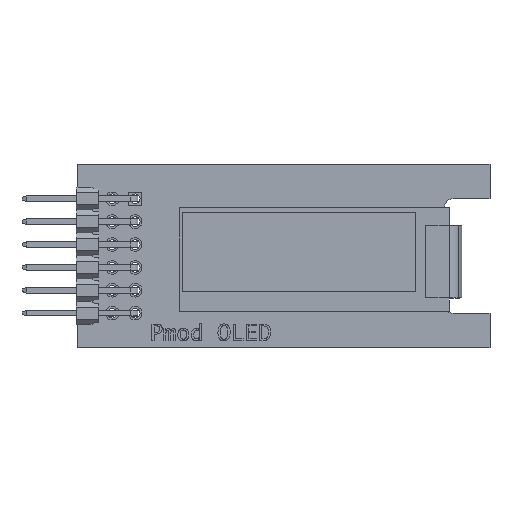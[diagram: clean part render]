
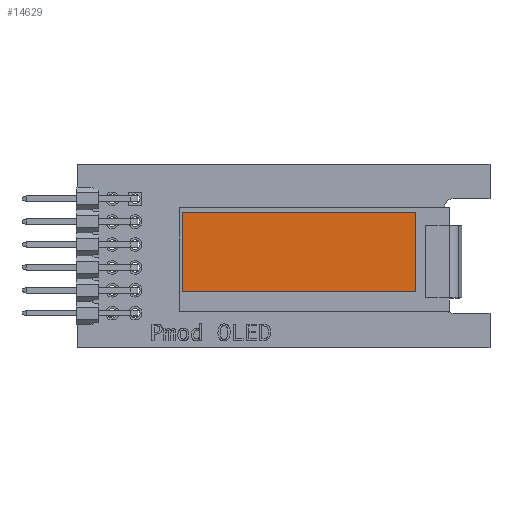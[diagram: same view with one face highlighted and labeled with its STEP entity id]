
A CAD part, top view. The second image highlights one B-rep face of the part: STEP entity #14629.
In plain terms, the highlighted planar face has unit normal (0, 0, 1).
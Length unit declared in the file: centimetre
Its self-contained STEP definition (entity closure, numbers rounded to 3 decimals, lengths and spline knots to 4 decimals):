
#1581=AXIS2_PLACEMENT_3D('',#18914,#6381,$);
#1989=PLANE('',#1581);
#3196=VECTOR('',#6366,1.);
#3200=VECTOR('',#6371,1.);
#3203=VECTOR('',#6375,1.);
#3206=VECTOR('',#6379,1.);
#4415=LINE('',#18891,#3196);
#4419=LINE('',#18900,#3200);
#4422=LINE('',#18906,#3203);
#4425=LINE('',#18912,#3206);
#6366=DIRECTION('',(1.,0.,0.));
#6371=DIRECTION('',(0.,-1.,0.));
#6375=DIRECTION('',(-1.,0.,0.));
#6379=DIRECTION('',(0.,1.,0.));
#6381=DIRECTION('',(0.,0.,1.));
#7431=VERTEX_POINT('',#18892);
#7432=VERTEX_POINT('',#18893);
#7435=VERTEX_POINT('',#18901);
#7437=VERTEX_POINT('',#18907);
#9211=EDGE_CURVE('',#7431,#7432,#4415,.T.);
#9215=EDGE_CURVE('',#7432,#7435,#4419,.T.);
#9218=EDGE_CURVE('',#7435,#7437,#4422,.T.);
#9221=EDGE_CURVE('',#7437,#7431,#4425,.T.);
#12384=ORIENTED_EDGE('',*,*,#9211,.F.);
#12385=ORIENTED_EDGE('',*,*,#9221,.F.);
#12386=ORIENTED_EDGE('',*,*,#9218,.F.);
#12387=ORIENTED_EDGE('',*,*,#9215,.F.);
#13190=EDGE_LOOP('',(#12384,#12385,#12386,#12387));
#13969=FACE_BOUND('',#13190,.T.);
#14629=ADVANCED_FACE('',(#13969),#1989,.T.);
#18891=CARTESIAN_POINT('',(1.125,0.525,0.16));
#18892=CARTESIAN_POINT('',(-1.465,0.525,0.16));
#18893=CARTESIAN_POINT('',(1.125,0.525,0.16));
#18900=CARTESIAN_POINT('',(1.125,-0.355,0.16));
#18901=CARTESIAN_POINT('',(1.125,-0.355,0.16));
#18906=CARTESIAN_POINT('',(-1.465,-0.355,0.16));
#18907=CARTESIAN_POINT('',(-1.465,-0.355,0.16));
#18912=CARTESIAN_POINT('',(-1.465,0.525,0.16));
#18914=CARTESIAN_POINT('',(-0.17,0.085,0.16));
